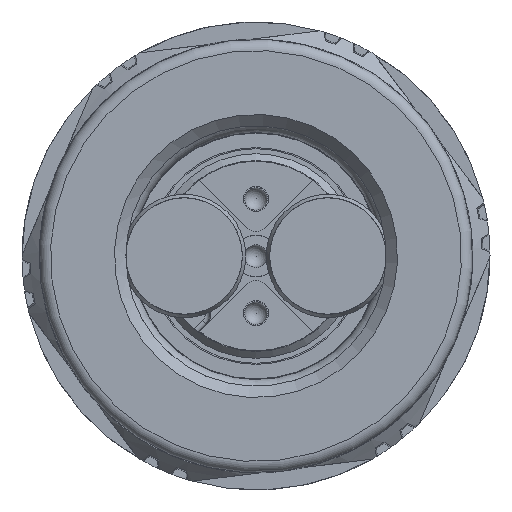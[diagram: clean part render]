
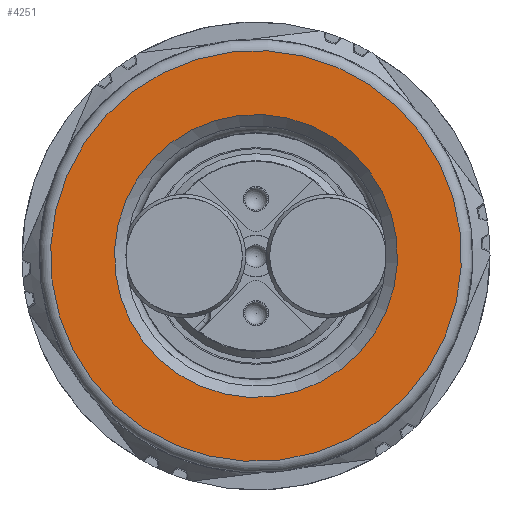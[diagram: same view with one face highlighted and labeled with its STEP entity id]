
A CAD part, front view. The second image highlights one B-rep face of the part: STEP entity #4251.
In plain terms, the highlighted planar face has unit normal (0, -1, 0).
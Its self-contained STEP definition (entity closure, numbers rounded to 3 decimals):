
#205=FACE_BOUND('',#6427,.T.);
#206=FACE_BOUND('',#6428,.T.);
#715=CIRCLE('',#17452,6.2);
#716=CIRCLE('',#17454,9.);
#1165=PLANE('',#17455);
#4251=ADVANCED_FACE('',(#205,#206),#1165,.T.);
#6427=EDGE_LOOP('',(#10755));
#6428=EDGE_LOOP('',(#10756));
#10755=ORIENTED_EDGE('',*,*,#15042,.F.);
#10756=ORIENTED_EDGE('',*,*,#15043,.T.);
#12735=VERTEX_POINT('',#35112);
#12736=VERTEX_POINT('',#35115);
#15042=EDGE_CURVE('',#12735,#12735,#715,.T.);
#15043=EDGE_CURVE('',#12736,#12736,#716,.T.);
#17452=AXIS2_PLACEMENT_3D('',#35111,#21108,#21109);
#17454=AXIS2_PLACEMENT_3D('',#35114,#21112,#21113);
#17455=AXIS2_PLACEMENT_3D('',#35116,#21114,#21115);
#21108=DIRECTION('',(0.,-1.,0.));
#21109=DIRECTION('',(0.122,0.,-0.993));
#21112=DIRECTION('',(0.,-1.,0.));
#21113=DIRECTION('',(0.993,0.,0.117));
#21114=DIRECTION('',(0.,-1.,0.));
#21115=DIRECTION('',(-0.993,0.,-0.122));
#35111=CARTESIAN_POINT('',(0.,-48.6,0.));
#35112=CARTESIAN_POINT('',(0.756,-48.6,-6.154));
#35114=CARTESIAN_POINT('',(0.,-48.6,0.));
#35115=CARTESIAN_POINT('',(8.939,-48.6,1.05));
#35116=CARTESIAN_POINT('',(0.,-48.6,0.));
